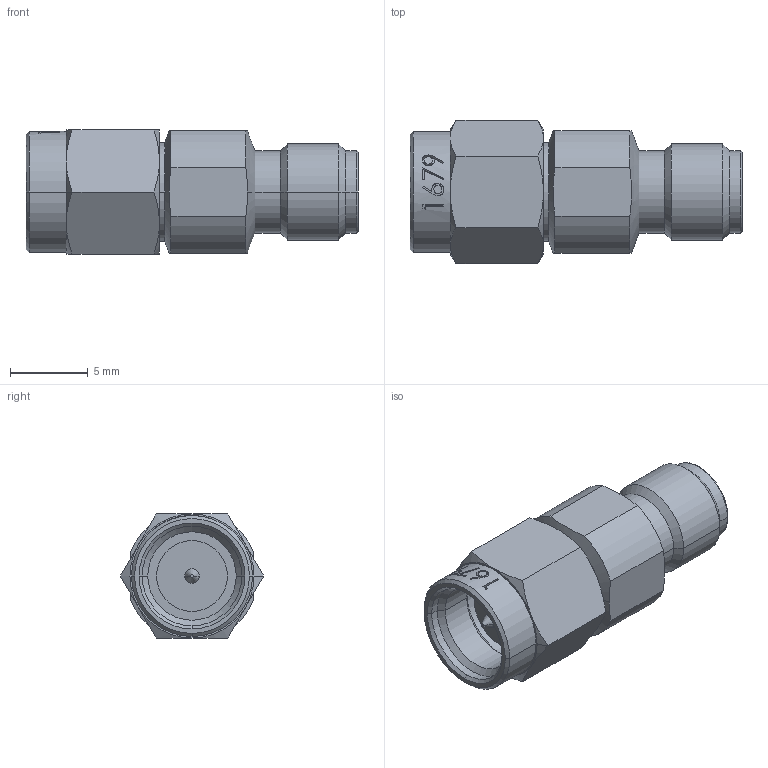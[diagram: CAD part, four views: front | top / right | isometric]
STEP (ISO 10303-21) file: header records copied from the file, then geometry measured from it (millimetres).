
FILE_DESCRIPTION (( 'STEP AP214' ), '1' );
FILE_NAME ('FMAD1679_3D.step', '2023-03-13T20:47:14', ( '' ), ( '' ), 'SwSTEP 2.0', 'SolidWorks 2022', '' );
FILE_SCHEMA (( 'AUTOMOTIVE_DESIGN' ));
Length unit declared in the file: millimetre
Products named in the file (1): FMAD1679_3D
Bounding box: 21.4 x 9.24 x 8 mm (x, y, z)
Volume: 803.1 mm3; surface area: 789.4 mm2
Topology: 1 solids, 1 shells, 124 faces, 286 edges, 176 vertices
Faces by surface type: bspline 36, cone 34, cylinder 32, plane 18, torus 4
Entity records: 5428 total; most frequent: CARTESIAN_POINT 2915, ORIENTED_EDGE 572, DIRECTION 404, EDGE_CURVE 286, VERTEX_POINT 176, AXIS2_PLACEMENT_3D 173, B_SPLINE_CURVE_WITH_KNOTS 144, EDGE_LOOP 136
